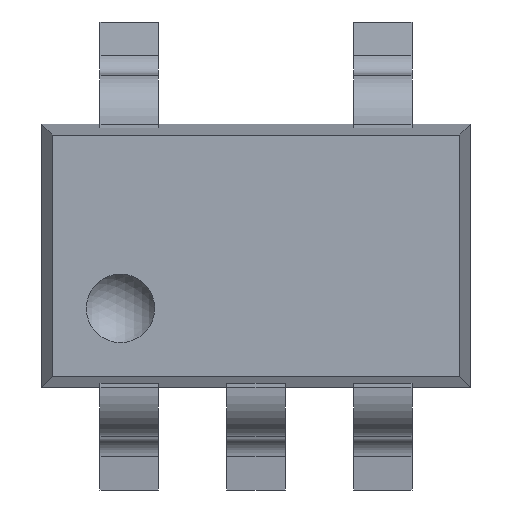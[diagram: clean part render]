
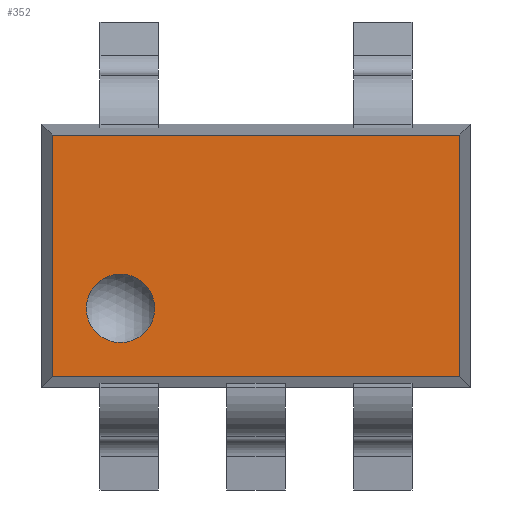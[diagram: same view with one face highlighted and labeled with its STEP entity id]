
A CAD part, top view. The second image highlights one B-rep face of the part: STEP entity #352.
In plain terms, the highlighted planar face has unit normal (0, 0, 1).
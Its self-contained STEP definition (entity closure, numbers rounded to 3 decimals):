
#143 = LINE ( 'NONE', #1108, #146 ) ;
#146 = VECTOR ( 'NONE', #1109, 1000. ) ;
#147 = CIRCLE ( 'NONE', #678, 0.175 ) ;
#149 = LINE ( 'NONE', #1105, #151 ) ;
#151 = VECTOR ( 'NONE', #1117, 1000. ) ;
#153 = LINE ( 'NONE', #1118, #155 ) ;
#155 = VECTOR ( 'NONE', #1119, 1000. ) ;
#270 = VERTEX_POINT ( 'NONE', #1207 ) ;
#352 = ADVANCED_FACE ( 'NONE', ( #740, #744 ), #444, .F. ) ;
#400 = CARTESIAN_POINT ( 'NONE',  ( 1.044, 0.619, 1.1 ) ) ;
#444 = PLANE ( 'NONE',  #605 ) ;
#452 = CARTESIAN_POINT ( 'NONE',  ( 1.1, 0.675, 1.1 ) ) ;
#453 = DIRECTION ( 'NONE',  ( 0., 0., -1. ) ) ;
#454 = DIRECTION ( 'NONE',  ( -1., 0., 0. ) ) ;
#455 = CARTESIAN_POINT ( 'NONE',  ( -1.044, -0.619, 1.1 ) ) ;
#466 = CARTESIAN_POINT ( 'NONE',  ( -1.044, 0.619, 1.1 ) ) ;
#467 = CARTESIAN_POINT ( 'NONE',  ( 1.044, -0.619, 1.1 ) ) ;
#605 = AXIS2_PLACEMENT_3D ( 'NONE', #452, #453, #454 ) ;
#678 = AXIS2_PLACEMENT_3D ( 'NONE', #1113, #1114, #1115 ) ;
#740 = FACE_OUTER_BOUND ( 'NONE', #1817, .T. ) ;
#744 = FACE_BOUND ( 'NONE', #1819, .T. ) ;
#847 = LINE ( 'NONE', #1990, #849 ) ;
#849 = VECTOR ( 'NONE', #1982, 1000. ) ;
#1105 = CARTESIAN_POINT ( 'NONE',  ( 1.044, 0.675, 1.1 ) ) ;
#1108 = CARTESIAN_POINT ( 'NONE',  ( 1.1, 0.619, 1.1 ) ) ;
#1109 = DIRECTION ( 'NONE',  ( -1., 0., 0. ) ) ;
#1113 = CARTESIAN_POINT ( 'NONE',  ( -0.695, -0.27, 1.1 ) ) ;
#1114 = DIRECTION ( 'NONE',  ( 0., 0., 1. ) ) ;
#1115 = DIRECTION ( 'NONE',  ( -1., 0., 0. ) ) ;
#1117 = DIRECTION ( 'NONE',  ( 0., 1., 0. ) ) ;
#1118 = CARTESIAN_POINT ( 'NONE',  ( -1.044, 0.675, 1.1 ) ) ;
#1119 = DIRECTION ( 'NONE',  ( 0., -1., 0. ) ) ;
#1207 = CARTESIAN_POINT ( 'NONE',  ( -0.87, -0.27, 1.1 ) ) ;
#1321 = VERTEX_POINT ( 'NONE', #455 ) ;
#1329 = VERTEX_POINT ( 'NONE', #466 ) ;
#1330 = VERTEX_POINT ( 'NONE', #467 ) ;
#1356 = VERTEX_POINT ( 'NONE', #400 ) ;
#1817 = EDGE_LOOP ( 'NONE', ( #1903, #1901, #1902, #1900 ) ) ;
#1819 = EDGE_LOOP ( 'NONE', ( #1899 ) ) ;
#1899 = ORIENTED_EDGE ( 'NONE', *, *, #2254, .F. ) ;
#1900 = ORIENTED_EDGE ( 'NONE', *, *, #2163, .T. ) ;
#1901 = ORIENTED_EDGE ( 'NONE', *, *, #2252, .T. ) ;
#1902 = ORIENTED_EDGE ( 'NONE', *, *, #2257, .T. ) ;
#1903 = ORIENTED_EDGE ( 'NONE', *, *, #2256, .T. ) ;
#1982 = DIRECTION ( 'NONE',  ( 1., 0., 0. ) ) ;
#1990 = CARTESIAN_POINT ( 'NONE',  ( 1.1, -0.619, 1.1 ) ) ;
#2163 = EDGE_CURVE ( 'NONE', #1321, #1330, #847, .T. ) ;
#2252 = EDGE_CURVE ( 'NONE', #1356, #1329, #143, .T. ) ;
#2254 = EDGE_CURVE ( 'NONE', #270, #270, #147, .T. ) ;
#2256 = EDGE_CURVE ( 'NONE', #1330, #1356, #149, .T. ) ;
#2257 = EDGE_CURVE ( 'NONE', #1329, #1321, #153, .T. ) ;
